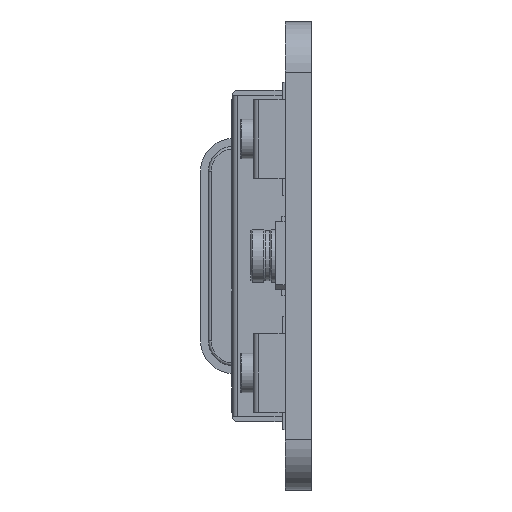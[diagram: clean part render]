
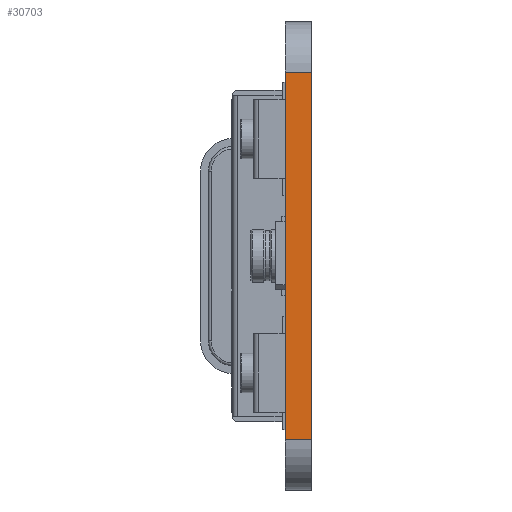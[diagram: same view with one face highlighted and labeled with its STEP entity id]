
A CAD part, left-side view. The second image highlights one B-rep face of the part: STEP entity #30703.
In plain terms, the highlighted planar face has unit normal (-1, 0, 0).
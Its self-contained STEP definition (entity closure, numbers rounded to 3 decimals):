
#2815=FACE_OUTER_BOUND('',#4546,.T.);
#4546=EDGE_LOOP('',(#23895,#23896,#23897,#23898));
#6385=LINE('',#43657,#9765);
#7063=LINE('',#45326,#10443);
#7129=LINE('',#45523,#10509);
#7130=LINE('',#45525,#10510);
#9765=VECTOR('',#36289,10.);
#10443=VECTOR('',#37833,10.);
#10509=VECTOR('',#38095,10.);
#10510=VECTOR('',#38098,10.);
#12974=VERTEX_POINT('',#43654);
#12975=VERTEX_POINT('',#43656);
#13532=VERTEX_POINT('',#45323);
#13533=VERTEX_POINT('',#45325);
#16343=EDGE_CURVE('',#12974,#12975,#6385,.T.);
#17172=EDGE_CURVE('',#13533,#13532,#7063,.T.);
#17268=EDGE_CURVE('',#13532,#12975,#7129,.T.);
#17269=EDGE_CURVE('',#13533,#12974,#7130,.T.);
#23895=ORIENTED_EDGE('',*,*,#17172,.T.);
#23896=ORIENTED_EDGE('',*,*,#17268,.T.);
#23897=ORIENTED_EDGE('',*,*,#16343,.F.);
#23898=ORIENTED_EDGE('',*,*,#17269,.F.);
#29052=PLANE('',#33171);
#30703=ADVANCED_FACE('',(#2815),#29052,.T.);
#33171=AXIS2_PLACEMENT_3D('',#45524,#38096,#38097);
#36289=DIRECTION('',(0.,0.,1.));
#37833=DIRECTION('',(0.,0.,1.));
#38095=DIRECTION('',(0.,1.,0.));
#38096=DIRECTION('center_axis',(-1.,0.,0.));
#38097=DIRECTION('ref_axis',(0.,0.,1.));
#38098=DIRECTION('',(0.,1.,0.));
#43654=CARTESIAN_POINT('',(-8.673,1.,-13.096));
#43656=CARTESIAN_POINT('',(-8.673,1.,0.874));
#43657=CARTESIAN_POINT('',(-8.673,1.,-13.096));
#45323=CARTESIAN_POINT('',(-8.673,0.,0.874));
#45325=CARTESIAN_POINT('',(-8.673,0.,-13.096));
#45326=CARTESIAN_POINT('',(-8.673,0.,-13.096));
#45523=CARTESIAN_POINT('',(-8.673,0.,0.874));
#45524=CARTESIAN_POINT('Origin',(-8.673,0.,
-13.096));
#45525=CARTESIAN_POINT('',(-8.673,0.,-13.096));
